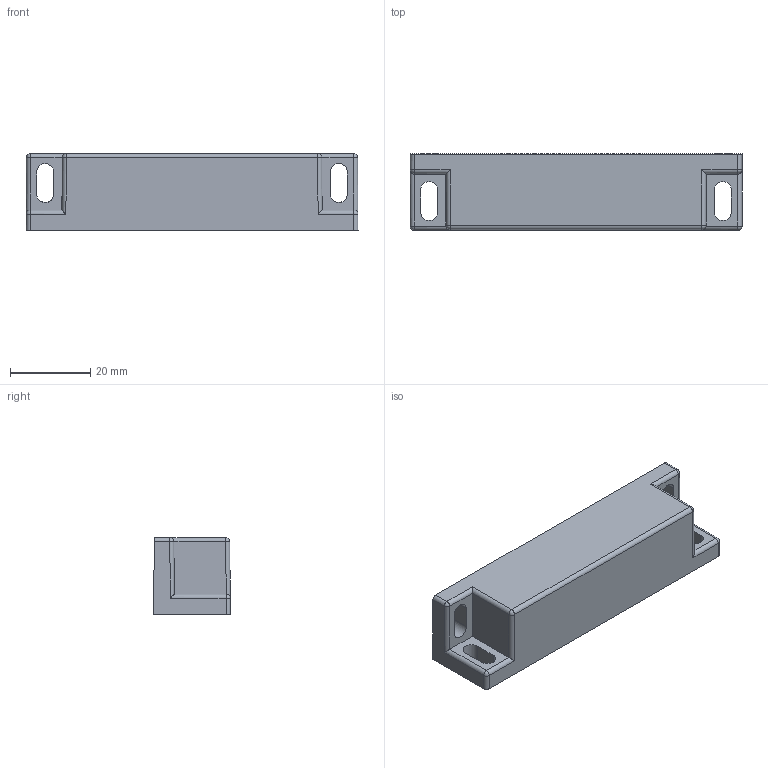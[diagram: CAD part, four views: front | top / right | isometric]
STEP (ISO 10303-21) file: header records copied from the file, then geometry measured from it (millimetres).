
FILE_DESCRIPTION (( 'STEP AP214' ), '1' );
FILE_NAME ('SS-C-Blue ABS Actuator.STEP', '2014-02-05T09:23:24', ( ' ' ), ( ' ' ), 'SwSTEP 2.0', 'SolidWorks 2004231', '' );
FILE_SCHEMA (( 'AUTOMOTIVE_DESIGN' ));
Length unit declared in the file: millimetre
Products named in the file (2): 180.050 (MS6 Act Blue ); SS-C-Blue ABS Actuator
Assembly tree (1 placements, depth 2):
  SS-C-Blue ABS Actuator
    180.050 (MS6 Act Blue )
Bounding box: 82.5 x 19 x 19 mm (x, y, z)
Volume: 25340.5 mm3; surface area: 7052.1 mm2
Topology: 1 solids, 1 shells, 53 faces, 133 edges, 82 vertices
Faces by surface type: cylinder 27, plane 20, sphere 6
Entity records: 2213 total; most frequent: CARTESIAN_POINT 332, ORIENTED_EDGE 266, DIRECTION 259, EDGE_CURVE 133, AXIS2_PLACEMENT_3D 89, VERTEX_POINT 82, VECTOR 81, LINE 81
